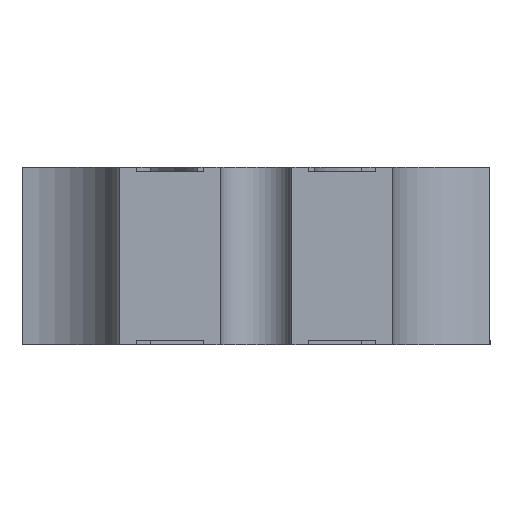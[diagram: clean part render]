
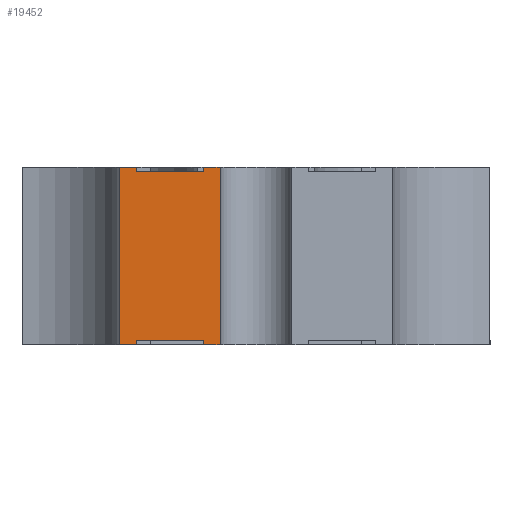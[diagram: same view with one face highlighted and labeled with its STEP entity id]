
A CAD part, left-side view. The second image highlights one B-rep face of the part: STEP entity #19452.
In plain terms, the highlighted planar face has unit normal (-1, 0, 0).
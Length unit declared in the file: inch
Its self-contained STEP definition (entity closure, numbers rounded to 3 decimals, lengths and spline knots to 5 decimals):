
#151 = CARTESIAN_POINT ( 'NONE',  ( -0.28, -0.1025, 0.074 ) ) ;
#156 = EDGE_CURVE ( 'NONE', #18753, #4466, #5513, .T. ) ;
#528 = VECTOR ( 'NONE', #26516, 39.37008 ) ;
#853 = VECTOR ( 'NONE', #11210, 39.37008 ) ;
#1816 = EDGE_CURVE ( 'NONE', #28807, #24751, #25762, .T. ) ;
#1999 = CARTESIAN_POINT ( 'NONE',  ( -0.28, 0.0153, 0. ) ) ;
#2309 = DIRECTION ( 'NONE',  ( 0., 0., -1. ) ) ;
#2516 = EDGE_CURVE ( 'NONE', #22058, #13448, #9632, .T. ) ;
#2657 = CARTESIAN_POINT ( 'NONE',  ( -0.28, 0.051, 0. ) ) ;
#2758 = LINE ( 'NONE', #6999, #8838 ) ;
#3431 = DIRECTION ( 'NONE',  ( 0., 0., 1. ) ) ;
#3686 = VERTEX_POINT ( 'NONE', #12077 ) ;
#3985 = DIRECTION ( 'NONE',  ( 1., 0., 0. ) ) ;
#4466 = VERTEX_POINT ( 'NONE', #12005 ) ;
#5228 = LINE ( 'NONE', #23494, #26334 ) ;
#5513 = LINE ( 'NONE', #23643, #12461 ) ;
#5694 = LINE ( 'NONE', #24107, #24779 ) ;
#6241 = DIRECTION ( 'NONE',  ( 0., -1., 0. ) ) ;
#6906 = EDGE_CURVE ( 'NONE', #12497, #24333, #5694, .T. ) ;
#6999 = CARTESIAN_POINT ( 'NONE',  ( -0.28, 0.0153, 0.076 ) ) ;
#7107 = DIRECTION ( 'NONE',  ( 0., 1., 0. ) ) ;
#7401 = CARTESIAN_POINT ( 'NONE',  ( -0.28, 0.051, 0.002 ) ) ;
#7460 = ORIENTED_EDGE ( 'NONE', *, *, #18302, .F. ) ;
#7546 = CARTESIAN_POINT ( 'NONE',  ( -0.28, 0.0225, 0. ) ) ;
#8165 = CARTESIAN_POINT ( 'NONE',  ( -0.28, 0.0225, 0.002 ) ) ;
#8391 = ORIENTED_EDGE ( 'NONE', *, *, #9629, .T. ) ;
#8838 = VECTOR ( 'NONE', #11826, 39.37008 ) ;
#9382 = ORIENTED_EDGE ( 'NONE', *, *, #17122, .F. ) ;
#9629 = EDGE_CURVE ( 'NONE', #17768, #29478, #5228, .T. ) ;
#9632 = LINE ( 'NONE', #28057, #19866 ) ;
#10005 = ORIENTED_EDGE ( 'NONE', *, *, #19853, .F. ) ;
#10184 = EDGE_CURVE ( 'NONE', #13448, #24751, #28153, .T. ) ;
#10474 = EDGE_CURVE ( 'NONE', #29478, #20710, #24958, .T. ) ;
#11210 = DIRECTION ( 'NONE',  ( 0., -1., 0. ) ) ;
#11458 = ORIENTED_EDGE ( 'NONE', *, *, #1816, .F. ) ;
#11718 = VECTOR ( 'NONE', #27875, 39.37008 ) ;
#11783 = LINE ( 'NONE', #151, #12976 ) ;
#11826 = DIRECTION ( 'NONE',  ( 0., -1., 0. ) ) ;
#12005 = CARTESIAN_POINT ( 'NONE',  ( -0.28, 0.0225, 0.076 ) ) ;
#12077 = CARTESIAN_POINT ( 'NONE',  ( -0.28, 0.051, 0.002 ) ) ;
#12368 = ORIENTED_EDGE ( 'NONE', *, *, #25303, .T. ) ;
#12461 = VECTOR ( 'NONE', #19250, 39.37008 ) ;
#12497 = VERTEX_POINT ( 'NONE', #22467 ) ;
#12976 = VECTOR ( 'NONE', #7107, 39.37008 ) ;
#13448 = VERTEX_POINT ( 'NONE', #7546 ) ;
#14468 = DIRECTION ( 'NONE',  ( 0., 0., -1. ) ) ;
#14690 = CARTESIAN_POINT ( 'NONE',  ( -0.28, 0.05827, 0. ) ) ;
#15298 = LINE ( 'NONE', #17567, #24110 ) ;
#15487 = CARTESIAN_POINT ( 'NONE',  ( -0.28, 0.0153, 0.076 ) ) ;
#15610 = CARTESIAN_POINT ( 'NONE',  ( -0.28, 0.0153, 0.076 ) ) ;
#15915 = ORIENTED_EDGE ( 'NONE', *, *, #6906, .T. ) ;
#16731 = ORIENTED_EDGE ( 'NONE', *, *, #10474, .T. ) ;
#17122 = EDGE_CURVE ( 'NONE', #17768, #24333, #15298, .T. ) ;
#17567 = CARTESIAN_POINT ( 'NONE',  ( -0.28, 0.0153, 0.076 ) ) ;
#17724 = FACE_OUTER_BOUND ( 'NONE', #23874, .T. ) ;
#17768 = VERTEX_POINT ( 'NONE', #26967 ) ;
#17911 = CARTESIAN_POINT ( 'NONE',  ( -0.28, 0.051, 0.076 ) ) ;
#18302 = EDGE_CURVE ( 'NONE', #4466, #28807, #2758, .T. ) ;
#18753 = VERTEX_POINT ( 'NONE', #23099 ) ;
#18860 = ORIENTED_EDGE ( 'NONE', *, *, #156, .F. ) ;
#19080 = CARTESIAN_POINT ( 'NONE',  ( -0.28, 0.0153, 0. ) ) ;
#19250 = DIRECTION ( 'NONE',  ( 0., 0., 1. ) ) ;
#19418 = CARTESIAN_POINT ( 'NONE',  ( -0.28, 0.0153, 0.002 ) ) ;
#19452 = ADVANCED_FACE ( 'NONE', ( #17724 ), #22995, .F. ) ;
#19497 = VECTOR ( 'NONE', #25225, 39.37008 ) ;
#19525 = DIRECTION ( 'NONE',  ( 0., -1., 0. ) ) ;
#19841 = CARTESIAN_POINT ( 'NONE',  ( -0.28, 0.0153, 0. ) ) ;
#19853 = EDGE_CURVE ( 'NONE', #3686, #20710, #25827, .T. ) ;
#19866 = VECTOR ( 'NONE', #14468, 39.37008 ) ;
#20118 = VECTOR ( 'NONE', #19525, 39.37008 ) ;
#20710 = VERTEX_POINT ( 'NONE', #2657 ) ;
#22058 = VERTEX_POINT ( 'NONE', #8165 ) ;
#22467 = CARTESIAN_POINT ( 'NONE',  ( -0.28, 0.051, 0.074 ) ) ;
#22889 = EDGE_CURVE ( 'NONE', #3686, #22058, #28932, .T. ) ;
#22995 = PLANE ( 'NONE',  #24806 ) ;
#23099 = CARTESIAN_POINT ( 'NONE',  ( -0.28, 0.0225, 0.074 ) ) ;
#23212 = ORIENTED_EDGE ( 'NONE', *, *, #2516, .T. ) ;
#23494 = CARTESIAN_POINT ( 'NONE',  ( -0.28, 0.05827, 0.076 ) ) ;
#23643 = CARTESIAN_POINT ( 'NONE',  ( -0.28, 0.0225, 0.074 ) ) ;
#23793 = DIRECTION ( 'NONE',  ( 0., 0., -1. ) ) ;
#23874 = EDGE_LOOP ( 'NONE', ( #18860, #12368, #15915, #9382, #8391, #16731, #10005, #26582, #23212, #26809, #11458, #7460 ) ) ;
#24107 = CARTESIAN_POINT ( 'NONE',  ( -0.28, 0.051, 0.074 ) ) ;
#24110 = VECTOR ( 'NONE', #6241, 39.37008 ) ;
#24333 = VERTEX_POINT ( 'NONE', #17911 ) ;
#24751 = VERTEX_POINT ( 'NONE', #19841 ) ;
#24779 = VECTOR ( 'NONE', #3431, 39.37008 ) ;
#24806 = AXIS2_PLACEMENT_3D ( 'NONE', #15610, #3985, #2309 ) ;
#24958 = LINE ( 'NONE', #1999, #853 ) ;
#25166 = CARTESIAN_POINT ( 'NONE',  ( -0.28, 0.0153, 0.076 ) ) ;
#25225 = DIRECTION ( 'NONE',  ( 0., 0., -1. ) ) ;
#25303 = EDGE_CURVE ( 'NONE', #18753, #12497, #11783, .T. ) ;
#25762 = LINE ( 'NONE', #25166, #11718 ) ;
#25827 = LINE ( 'NONE', #7401, #19497 ) ;
#26334 = VECTOR ( 'NONE', #23793, 39.37008 ) ;
#26516 = DIRECTION ( 'NONE',  ( 0., -1., 0. ) ) ;
#26582 = ORIENTED_EDGE ( 'NONE', *, *, #22889, .T. ) ;
#26809 = ORIENTED_EDGE ( 'NONE', *, *, #10184, .T. ) ;
#26967 = CARTESIAN_POINT ( 'NONE',  ( -0.28, 0.05827, 0.076 ) ) ;
#27875 = DIRECTION ( 'NONE',  ( 0., 0., -1. ) ) ;
#28057 = CARTESIAN_POINT ( 'NONE',  ( -0.28, 0.0225, 0.002 ) ) ;
#28153 = LINE ( 'NONE', #19080, #20118 ) ;
#28807 = VERTEX_POINT ( 'NONE', #15487 ) ;
#28932 = LINE ( 'NONE', #19418, #528 ) ;
#29478 = VERTEX_POINT ( 'NONE', #14690 ) ;
